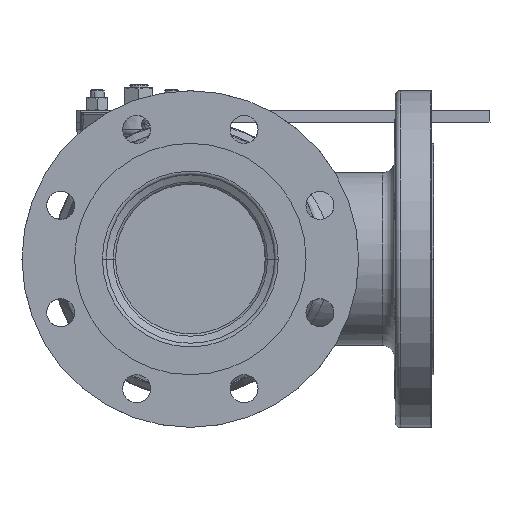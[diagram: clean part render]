
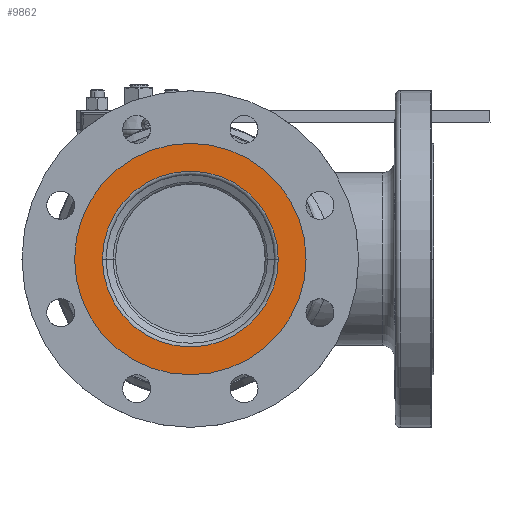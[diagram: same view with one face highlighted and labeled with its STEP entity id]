
A CAD part, front view. The second image highlights one B-rep face of the part: STEP entity #9862.
In plain terms, the highlighted planar face has unit normal (0, -1, 0).
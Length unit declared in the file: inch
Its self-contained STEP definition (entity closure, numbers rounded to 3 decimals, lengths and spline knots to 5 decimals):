
#659 = AXIS2_PLACEMENT_3D ( 'NONE', #22513, #26138, #19194 ) ;
#1923 = EDGE_CURVE ( 'NONE', #25134, #4681, #30648, .T. ) ;
#3883 = CARTESIAN_POINT ( 'NONE',  ( 1.52564, -9.96875, 0. ) ) ;
#4681 = VERTEX_POINT ( 'NONE', #22255 ) ;
#8213 = CARTESIAN_POINT ( 'NONE',  ( 2.35, -9.96875, 0. ) ) ;
#9862 = ADVANCED_FACE ( 'NONE', ( #25305, #30964 ), #32161, .F. ) ;
#10824 = CIRCLE ( 'NONE', #659, 2.35 ) ;
#11697 = EDGE_LOOP ( 'NONE', ( #45101, #41083 ) ) ;
#14202 = CARTESIAN_POINT ( 'NONE',  ( 0., -9.96875, 0. ) ) ;
#14499 = DIRECTION ( 'NONE',  ( 1., 0., 0. ) ) ;
#14893 = CARTESIAN_POINT ( 'NONE',  ( 0., -9.96875, 0. ) ) ;
#15054 = DIRECTION ( 'NONE',  ( 0., 1., 0. ) ) ;
#15323 = EDGE_LOOP ( 'NONE', ( #24636, #38533 ) ) ;
#15880 = CIRCLE ( 'NONE', #40113, 2.35 ) ;
#17991 = DIRECTION ( 'NONE',  ( 0., 1., 0. ) ) ;
#19194 = DIRECTION ( 'NONE',  ( 1., 0., 0. ) ) ;
#20214 = VERTEX_POINT ( 'NONE', #38692 ) ;
#20592 = EDGE_CURVE ( 'NONE', #20214, #43575, #10824, .T. ) ;
#22255 = CARTESIAN_POINT ( 'NONE',  ( -3.0935, -9.96875, 0. ) ) ;
#22473 = DIRECTION ( 'NONE',  ( 1., 0., 0. ) ) ;
#22513 = CARTESIAN_POINT ( 'NONE',  ( 0., -9.96875, 0. ) ) ;
#24636 = ORIENTED_EDGE ( 'NONE', *, *, #1923, .F. ) ;
#25064 = DIRECTION ( 'NONE',  ( 1., 0., 0. ) ) ;
#25134 = VERTEX_POINT ( 'NONE', #26579 ) ;
#25305 = FACE_BOUND ( 'NONE', #11697, .T. ) ;
#26138 = DIRECTION ( 'NONE',  ( 0., 1., 0. ) ) ;
#26579 = CARTESIAN_POINT ( 'NONE',  ( 3.0935, -9.96875, 0. ) ) ;
#29101 = DIRECTION ( 'NONE',  ( 1., 0., 0. ) ) ;
#29655 = EDGE_CURVE ( 'NONE', #4681, #25134, #42634, .T. ) ;
#30648 = CIRCLE ( 'NONE', #40145, 3.0935 ) ;
#30964 = FACE_OUTER_BOUND ( 'NONE', #15323, .T. ) ;
#32161 = PLANE ( 'NONE',  #37026 ) ;
#33018 = CARTESIAN_POINT ( 'NONE',  ( 0., -9.96875, 0. ) ) ;
#36023 = DIRECTION ( 'NONE',  ( 0., 1., 0. ) ) ;
#36570 = DIRECTION ( 'NONE',  ( 0., 1., 0. ) ) ;
#37026 = AXIS2_PLACEMENT_3D ( 'NONE', #3883, #36023, #14499 ) ;
#38533 = ORIENTED_EDGE ( 'NONE', *, *, #29655, .F. ) ;
#38692 = CARTESIAN_POINT ( 'NONE',  ( -2.35, -9.96875, 0. ) ) ;
#40113 = AXIS2_PLACEMENT_3D ( 'NONE', #14893, #15054, #29101 ) ;
#40145 = AXIS2_PLACEMENT_3D ( 'NONE', #14202, #17991, #25064 ) ;
#40293 = AXIS2_PLACEMENT_3D ( 'NONE', #33018, #36570, #22473 ) ;
#41083 = ORIENTED_EDGE ( 'NONE', *, *, #20592, .T. ) ;
#42634 = CIRCLE ( 'NONE', #40293, 3.0935 ) ;
#43575 = VERTEX_POINT ( 'NONE', #8213 ) ;
#44050 = EDGE_CURVE ( 'NONE', #43575, #20214, #15880, .T. ) ;
#45101 = ORIENTED_EDGE ( 'NONE', *, *, #44050, .T. ) ;
